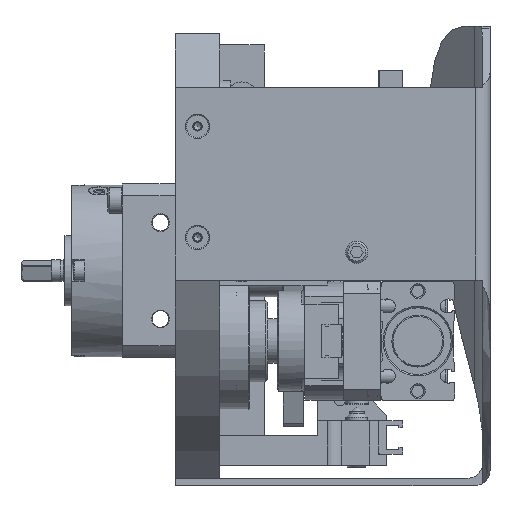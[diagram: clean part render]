
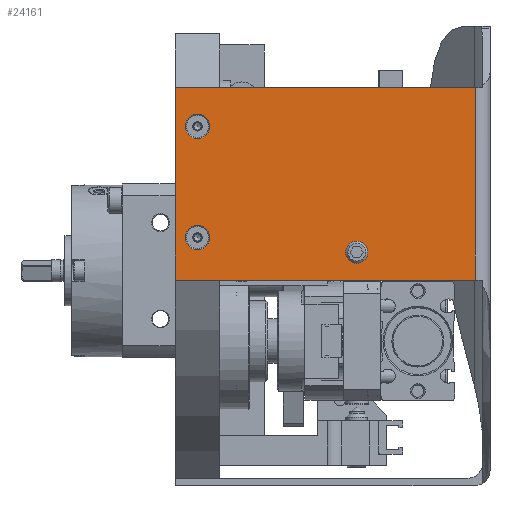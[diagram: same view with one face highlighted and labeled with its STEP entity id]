
A CAD part, front view. The second image highlights one B-rep face of the part: STEP entity #24161.
In plain terms, the highlighted face is planar.
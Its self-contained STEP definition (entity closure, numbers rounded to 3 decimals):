
#1820=PLANE('',#28132);
#3135=LINE('',#43263,#4481);
#3136=LINE('',#43266,#4482);
#3137=LINE('',#43268,#4483);
#3138=LINE('',#43270,#4484);
#4481=VECTOR('',#35411,1000.);
#4482=VECTOR('',#35412,1000.);
#4483=VECTOR('',#35413,1000.);
#4484=VECTOR('',#35414,1000.);
#10152=ORIENTED_EDGE('',*,*,#13327,.F.);
#10153=ORIENTED_EDGE('',*,*,#13328,.T.);
#10154=ORIENTED_EDGE('',*,*,#13329,.T.);
#10155=ORIENTED_EDGE('',*,*,#13330,.F.);
#10156=ORIENTED_EDGE('',*,*,#13331,.F.);
#10157=ORIENTED_EDGE('',*,*,#13332,.T.);
#10158=ORIENTED_EDGE('',*,*,#13333,.F.);
#13327=EDGE_CURVE('',#15602,#15602,#16990,.T.);
#13328=EDGE_CURVE('',#15603,#15603,#16991,.T.);
#13329=EDGE_CURVE('',#15604,#15604,#16992,.T.);
#13330=EDGE_CURVE('',#15605,#15606,#3135,.T.);
#13331=EDGE_CURVE('',#15607,#15605,#3136,.T.);
#13332=EDGE_CURVE('',#15607,#15608,#3137,.T.);
#13333=EDGE_CURVE('',#15606,#15608,#3138,.T.);
#15602=VERTEX_POINT('',#43258);
#15603=VERTEX_POINT('',#43260);
#15604=VERTEX_POINT('',#43262);
#15605=VERTEX_POINT('',#43264);
#15606=VERTEX_POINT('',#43265);
#15607=VERTEX_POINT('',#43267);
#15608=VERTEX_POINT('',#43269);
#16990=CIRCLE('',#28133,3.);
#16991=CIRCLE('',#28134,3.3);
#16992=CIRCLE('',#28135,3.3);
#19464=EDGE_LOOP('',(#10152));
#19465=EDGE_LOOP('',(#10153));
#19466=EDGE_LOOP('',(#10154));
#19467=EDGE_LOOP('',(#10155,#10156,#10157,#10158));
#22041=FACE_BOUND('',#19464,.T.);
#22042=FACE_BOUND('',#19465,.T.);
#22043=FACE_BOUND('',#19466,.T.);
#22044=FACE_BOUND('',#19467,.T.);
#24161=ADVANCED_FACE('',(#22041,#22042,#22043,#22044),#1820,.F.);
#28132=AXIS2_PLACEMENT_3D('',#43256,#35403,#35404);
#28133=AXIS2_PLACEMENT_3D('',#43257,#35405,#35406);
#28134=AXIS2_PLACEMENT_3D('',#43259,#35407,#35408);
#28135=AXIS2_PLACEMENT_3D('',#43261,#35409,#35410);
#35403=DIRECTION('',(0.,0.,-1.));
#35404=DIRECTION('',(-1.,0.,0.));
#35405=DIRECTION('',(0.,0.,1.));
#35406=DIRECTION('',(1.,0.,0.));
#35407=DIRECTION('',(0.,0.,-1.));
#35408=DIRECTION('',(-1.,0.,0.));
#35409=DIRECTION('',(0.,0.,-1.));
#35410=DIRECTION('',(-1.,0.,0.));
#35411=DIRECTION('',(1.,0.,0.));
#35412=DIRECTION('',(0.,1.,0.));
#35413=DIRECTION('',(1.,0.,0.));
#35414=DIRECTION('',(0.,-1.,0.));
#43256=CARTESIAN_POINT('',(-107.5,85.,0.));
#43257=CARTESIAN_POINT('',(-63.,49.,0.));
#43258=CARTESIAN_POINT('',(-60.,49.,0.));
#43259=CARTESIAN_POINT('',(-97.,6.,0.));
#43260=CARTESIAN_POINT('',(-100.3,6.,0.));
#43261=CARTESIAN_POINT('',(-67.,6.,0.));
#43262=CARTESIAN_POINT('',(-70.3,6.,0.));
#43263=CARTESIAN_POINT('',(-180.,81.,0.));
#43264=CARTESIAN_POINT('',(-107.5,81.,0.));
#43265=CARTESIAN_POINT('',(-55.5,81.,0.));
#43266=CARTESIAN_POINT('',(-107.5,-12.,0.));
#43267=CARTESIAN_POINT('',(-107.5,0.,0.));
#43268=CARTESIAN_POINT('',(-107.5,0.,0.));
#43269=CARTESIAN_POINT('',(-55.5,0.,0.));
#43270=CARTESIAN_POINT('',(-55.5,83.,0.));
